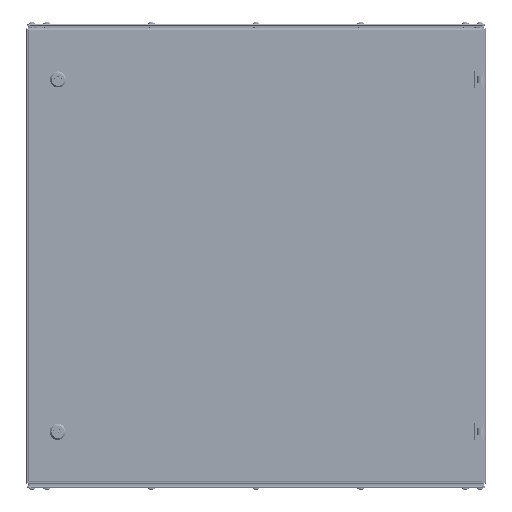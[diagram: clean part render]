
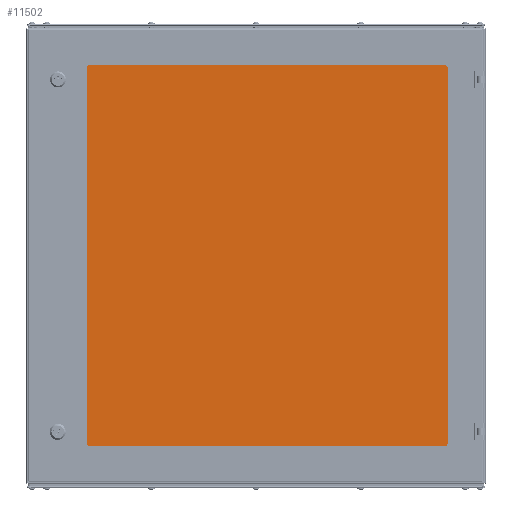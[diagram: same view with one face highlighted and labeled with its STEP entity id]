
A CAD part, top view. The second image highlights one B-rep face of the part: STEP entity #11502.
In plain terms, the highlighted planar face has unit normal (0, 0, 1).
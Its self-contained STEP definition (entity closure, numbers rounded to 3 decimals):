
#1146 = CARTESIAN_POINT ( 'NONE',  ( 327.75, -345.5, 4. ) ) ;
#1312 = DIRECTION ( 'NONE',  ( -1., 0., 0. ) ) ;
#2387 = CIRCLE ( 'NONE', #30795, 10. ) ;
#2590 = DIRECTION ( 'NONE',  ( -1., 0., 0. ) ) ;
#2651 = AXIS2_PLACEMENT_3D ( 'NONE', #74603, #27521, #74176 ) ;
#2986 = CIRCLE ( 'NONE', #70891, 10. ) ;
#6863 = CARTESIAN_POINT ( 'NONE',  ( 317.75, 345.5, 4. ) ) ;
#7230 = CARTESIAN_POINT ( 'NONE',  ( -317.75, 345.5, 4. ) ) ;
#7963 = DIRECTION ( 'NONE',  ( 0., 0., 1. ) ) ;
#11502 = ADVANCED_FACE ( 'NONE', ( #41695 ), #75025, .F. ) ;
#12690 = DIRECTION ( 'NONE',  ( -1., 0., 0. ) ) ;
#12875 = EDGE_LOOP ( 'NONE', ( #14889, #65267, #32342, #14260, #64580, #14067, #57607, #67655 ) ) ;
#14067 = ORIENTED_EDGE ( 'NONE', *, *, #19964, .T. ) ;
#14122 = VECTOR ( 'NONE', #25792, 1000. ) ;
#14260 = ORIENTED_EDGE ( 'NONE', *, *, #47596, .T. ) ;
#14889 = ORIENTED_EDGE ( 'NONE', *, *, #39957, .T. ) ;
#15903 = VECTOR ( 'NONE', #12690, 1000. ) ;
#16226 = VERTEX_POINT ( 'NONE', #7230 ) ;
#16446 = DIRECTION ( 'NONE',  ( 1., 0., 0. ) ) ;
#17656 = CARTESIAN_POINT ( 'NONE',  ( 317.75, -345.5, 4. ) ) ;
#19880 = DIRECTION ( 'NONE',  ( 0., 1., 0. ) ) ;
#19964 = EDGE_CURVE ( 'NONE', #16226, #21599, #69814, .T. ) ;
#21599 = VERTEX_POINT ( 'NONE', #28630 ) ;
#21804 = LINE ( 'NONE', #35553, #31026 ) ;
#22244 = EDGE_CURVE ( 'NONE', #33620, #16226, #46436, .T. ) ;
#24162 = CIRCLE ( 'NONE', #59599, 10. ) ;
#25792 = DIRECTION ( 'NONE',  ( 0., -1., 0. ) ) ;
#26465 = CARTESIAN_POINT ( 'NONE',  ( -327.75, 345.5, 4. ) ) ;
#27521 = DIRECTION ( 'NONE',  ( 0., 0., -1. ) ) ;
#28630 = CARTESIAN_POINT ( 'NONE',  ( -327.75, 335.5, 4. ) ) ;
#30795 = AXIS2_PLACEMENT_3D ( 'NONE', #41748, #7963, #1312 ) ;
#31026 = VECTOR ( 'NONE', #16446, 1000. ) ;
#32342 = ORIENTED_EDGE ( 'NONE', *, *, #81243, .T. ) ;
#33620 = VERTEX_POINT ( 'NONE', #6863 ) ;
#35553 = CARTESIAN_POINT ( 'NONE',  ( -327.75, -345.5, 4. ) ) ;
#36597 = CARTESIAN_POINT ( 'NONE',  ( -317.75, -335.5, 4. ) ) ;
#38993 = DIRECTION ( 'NONE',  ( 0., 0., 1. ) ) ;
#39957 = EDGE_CURVE ( 'NONE', #45464, #78793, #21804, .T. ) ;
#40212 = VECTOR ( 'NONE', #19880, 1000. ) ;
#40404 = DIRECTION ( 'NONE',  ( 0., 0., 1. ) ) ;
#41695 = FACE_OUTER_BOUND ( 'NONE', #12875, .T. ) ;
#41748 = CARTESIAN_POINT ( 'NONE',  ( 317.75, 335.5, 4. ) ) ;
#44147 = DIRECTION ( 'NONE',  ( -1., 0., 0. ) ) ;
#45464 = VERTEX_POINT ( 'NONE', #77671 ) ;
#45970 = VERTEX_POINT ( 'NONE', #49438 ) ;
#46436 = LINE ( 'NONE', #26465, #15903 ) ;
#47081 = CARTESIAN_POINT ( 'NONE',  ( -317.75, 335.5, 4. ) ) ;
#47596 = EDGE_CURVE ( 'NONE', #75858, #33620, #2387, .T. ) ;
#49438 = CARTESIAN_POINT ( 'NONE',  ( -327.75, -335.5, 4. ) ) ;
#52016 = EDGE_CURVE ( 'NONE', #21599, #45970, #80004, .T. ) ;
#52781 = DIRECTION ( 'NONE',  ( -1., 0., 0. ) ) ;
#55589 = AXIS2_PLACEMENT_3D ( 'NONE', #47081, #40404, #2590 ) ;
#57525 = EDGE_CURVE ( 'NONE', #45970, #45464, #24162, .T. ) ;
#57607 = ORIENTED_EDGE ( 'NONE', *, *, #52016, .T. ) ;
#59415 = CARTESIAN_POINT ( 'NONE',  ( 317.75, -335.5, 4. ) ) ;
#59556 = EDGE_CURVE ( 'NONE', #78793, #76646, #2986, .T. ) ;
#59599 = AXIS2_PLACEMENT_3D ( 'NONE', #36597, #63702, #44147 ) ;
#61996 = LINE ( 'NONE', #1146, #40212 ) ;
#63702 = DIRECTION ( 'NONE',  ( 0., 0., 1. ) ) ;
#64580 = ORIENTED_EDGE ( 'NONE', *, *, #22244, .T. ) ;
#65267 = ORIENTED_EDGE ( 'NONE', *, *, #59556, .T. ) ;
#67655 = ORIENTED_EDGE ( 'NONE', *, *, #57525, .T. ) ;
#69814 = CIRCLE ( 'NONE', #55589, 10. ) ;
#70891 = AXIS2_PLACEMENT_3D ( 'NONE', #59415, #38993, #52781 ) ;
#70896 = CARTESIAN_POINT ( 'NONE',  ( 327.75, 335.5, 4. ) ) ;
#71596 = CARTESIAN_POINT ( 'NONE',  ( 327.75, -335.5, 4. ) ) ;
#74176 = DIRECTION ( 'NONE',  ( -1., 0., 0. ) ) ;
#74603 = CARTESIAN_POINT ( 'NONE',  ( 0., 0., 4. ) ) ;
#75025 = PLANE ( 'NONE',  #2651 ) ;
#75858 = VERTEX_POINT ( 'NONE', #70896 ) ;
#76646 = VERTEX_POINT ( 'NONE', #71596 ) ;
#77671 = CARTESIAN_POINT ( 'NONE',  ( -317.75, -345.5, 4. ) ) ;
#78793 = VERTEX_POINT ( 'NONE', #17656 ) ;
#80004 = LINE ( 'NONE', #86650, #14122 ) ;
#81243 = EDGE_CURVE ( 'NONE', #76646, #75858, #61996, .T. ) ;
#86650 = CARTESIAN_POINT ( 'NONE',  ( -327.75, -345.5, 4. ) ) ;
